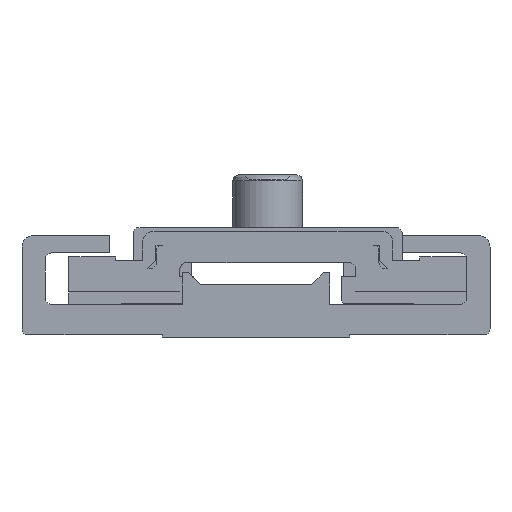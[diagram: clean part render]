
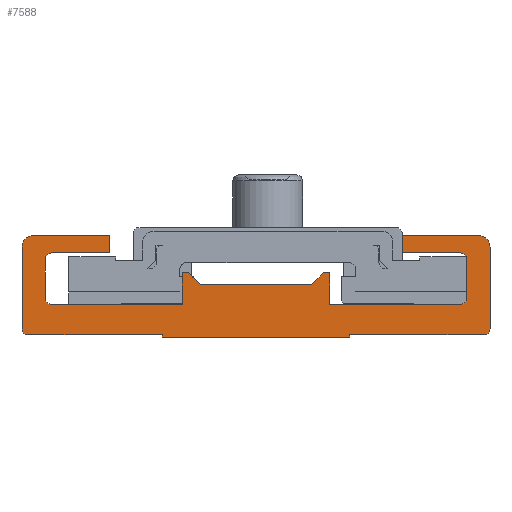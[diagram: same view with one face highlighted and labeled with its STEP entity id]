
A CAD part, front view. The second image highlights one B-rep face of the part: STEP entity #7588.
In plain terms, the highlighted planar face has unit normal (0, -1, 0).
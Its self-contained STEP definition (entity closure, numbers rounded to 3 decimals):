
#355=LINE('',#10500,#1257);
#360=LINE('',#10513,#1262);
#364=LINE('',#10525,#1266);
#367=LINE('',#10531,#1269);
#370=LINE('',#10537,#1272);
#374=LINE('',#10549,#1276);
#378=LINE('',#10561,#1280);
#381=LINE('',#10567,#1283);
#384=LINE('',#10573,#1286);
#387=LINE('',#10581,#1289);
#391=LINE('',#10588,#1293);
#394=LINE('',#10594,#1296);
#398=LINE('',#10606,#1300);
#402=LINE('',#10618,#1304);
#405=LINE('',#10624,#1307);
#408=LINE('',#10630,#1310);
#412=LINE('',#10642,#1314);
#416=LINE('',#10654,#1318);
#419=LINE('',#10660,#1321);
#422=LINE('',#10666,#1324);
#424=LINE('',#10671,#1326);
#427=LINE('',#10707,#1329);
#428=LINE('',#10710,#1330);
#429=LINE('',#10711,#1331);
#1257=VECTOR('',#8517,11.5);
#1262=VECTOR('',#8530,7.);
#1266=VECTOR('',#8542,6.5);
#1269=VECTOR('',#8547,1.5);
#1272=VECTOR('',#8552,5.);
#1276=VECTOR('',#8564,3.4);
#1280=VECTOR('',#8576,11.2);
#1283=VECTOR('',#8581,2.7);
#1286=VECTOR('',#8586,0.55);
#1289=VECTOR('',#8591,0.55);
#1293=VECTOR('',#8597,2.7);
#1296=VECTOR('',#8602,11.2);
#1300=VECTOR('',#8614,3.4);
#1304=VECTOR('',#8626,5.);
#1307=VECTOR('',#8631,1.5);
#1310=VECTOR('',#8636,6.5);
#1314=VECTOR('',#8648,7.);
#1318=VECTOR('',#8660,11.5);
#1321=VECTOR('',#8665,0.2);
#1324=VECTOR('',#8670,16.);
#1326=VECTOR('',#8676,0.2);
#1329=VECTOR('',#8721,1.414);
#1330=VECTOR('',#8724,9.5);
#1331=VECTOR('',#8725,1.414);
#2188=PLANE('',#8008);
#2582=FACE_OUTER_BOUND('',#2983,.T.);
#2983=EDGE_LOOP('',(#5491,#5492,#5493,#5494,#5495,#5496,#5497,#5498,#5499,
#5500,#5501,#5502,#5503,#5504,#5505,#5506,#5507,#5508,#5509,#5510,#5511,
#5512,#5513,#5514,#5515,#5516,#5517,#5518,#5519,#5520,#5521,#5522));
#3382=CIRCLE('',#7944,0.5);
#3384=CIRCLE('',#7948,1.);
#3386=CIRCLE('',#7954,0.5);
#3388=CIRCLE('',#7958,0.5);
#3390=CIRCLE('',#7967,0.5);
#3392=CIRCLE('',#7971,0.5);
#3394=CIRCLE('',#7977,1.);
#3396=CIRCLE('',#7981,0.5);
#3549=VERTEX_POINT('',#10497);
#3550=VERTEX_POINT('',#10499);
#3552=VERTEX_POINT('',#10505);
#3554=VERTEX_POINT('',#10511);
#3556=VERTEX_POINT('',#10517);
#3558=VERTEX_POINT('',#10523);
#3560=VERTEX_POINT('',#10529);
#3562=VERTEX_POINT('',#10535);
#3564=VERTEX_POINT('',#10541);
#3566=VERTEX_POINT('',#10547);
#3568=VERTEX_POINT('',#10553);
#3570=VERTEX_POINT('',#10559);
#3572=VERTEX_POINT('',#10565);
#3574=VERTEX_POINT('',#10571);
#3577=VERTEX_POINT('',#10578);
#3578=VERTEX_POINT('',#10580);
#3580=VERTEX_POINT('',#10586);
#3582=VERTEX_POINT('',#10592);
#3584=VERTEX_POINT('',#10598);
#3586=VERTEX_POINT('',#10604);
#3588=VERTEX_POINT('',#10610);
#3590=VERTEX_POINT('',#10616);
#3592=VERTEX_POINT('',#10622);
#3594=VERTEX_POINT('',#10628);
#3596=VERTEX_POINT('',#10634);
#3598=VERTEX_POINT('',#10640);
#3600=VERTEX_POINT('',#10646);
#3602=VERTEX_POINT('',#10652);
#3604=VERTEX_POINT('',#10658);
#3606=VERTEX_POINT('',#10664);
#3619=VERTEX_POINT('',#10705);
#3620=VERTEX_POINT('',#10709);
#4271=EDGE_CURVE('',#3550,#3549,#355,.T.);
#4275=EDGE_CURVE('',#3549,#3552,#3382,.T.);
#4278=EDGE_CURVE('',#3552,#3554,#360,.T.);
#4281=EDGE_CURVE('',#3554,#3556,#3384,.T.);
#4284=EDGE_CURVE('',#3556,#3558,#364,.T.);
#4287=EDGE_CURVE('',#3558,#3560,#367,.T.);
#4290=EDGE_CURVE('',#3560,#3562,#370,.T.);
#4293=EDGE_CURVE('',#3562,#3564,#3386,.T.);
#4296=EDGE_CURVE('',#3564,#3566,#374,.T.);
#4299=EDGE_CURVE('',#3566,#3568,#3388,.T.);
#4302=EDGE_CURVE('',#3568,#3570,#378,.T.);
#4305=EDGE_CURVE('',#3570,#3572,#381,.T.);
#4308=EDGE_CURVE('',#3572,#3574,#384,.T.);
#4311=EDGE_CURVE('',#3578,#3577,#387,.T.);
#4315=EDGE_CURVE('',#3577,#3580,#391,.T.);
#4318=EDGE_CURVE('',#3580,#3582,#394,.T.);
#4321=EDGE_CURVE('',#3582,#3584,#3390,.T.);
#4324=EDGE_CURVE('',#3584,#3586,#398,.T.);
#4327=EDGE_CURVE('',#3586,#3588,#3392,.T.);
#4330=EDGE_CURVE('',#3588,#3590,#402,.T.);
#4333=EDGE_CURVE('',#3590,#3592,#405,.T.);
#4336=EDGE_CURVE('',#3592,#3594,#408,.T.);
#4339=EDGE_CURVE('',#3594,#3596,#3394,.T.);
#4342=EDGE_CURVE('',#3596,#3598,#412,.T.);
#4345=EDGE_CURVE('',#3598,#3600,#3396,.T.);
#4348=EDGE_CURVE('',#3600,#3602,#416,.T.);
#4351=EDGE_CURVE('',#3602,#3604,#419,.T.);
#4354=EDGE_CURVE('',#3604,#3606,#422,.T.);
#4357=EDGE_CURVE('',#3606,#3550,#424,.T.);
#4370=EDGE_CURVE('',#3574,#3619,#427,.T.);
#4371=EDGE_CURVE('',#3619,#3620,#428,.T.);
#4372=EDGE_CURVE('',#3620,#3578,#429,.T.);
#5491=ORIENTED_EDGE('',*,*,#4354,.T.);
#5492=ORIENTED_EDGE('',*,*,#4357,.T.);
#5493=ORIENTED_EDGE('',*,*,#4271,.T.);
#5494=ORIENTED_EDGE('',*,*,#4275,.T.);
#5495=ORIENTED_EDGE('',*,*,#4278,.T.);
#5496=ORIENTED_EDGE('',*,*,#4281,.T.);
#5497=ORIENTED_EDGE('',*,*,#4284,.T.);
#5498=ORIENTED_EDGE('',*,*,#4287,.T.);
#5499=ORIENTED_EDGE('',*,*,#4290,.T.);
#5500=ORIENTED_EDGE('',*,*,#4293,.T.);
#5501=ORIENTED_EDGE('',*,*,#4296,.T.);
#5502=ORIENTED_EDGE('',*,*,#4299,.T.);
#5503=ORIENTED_EDGE('',*,*,#4302,.T.);
#5504=ORIENTED_EDGE('',*,*,#4305,.T.);
#5505=ORIENTED_EDGE('',*,*,#4308,.T.);
#5506=ORIENTED_EDGE('',*,*,#4370,.T.);
#5507=ORIENTED_EDGE('',*,*,#4371,.T.);
#5508=ORIENTED_EDGE('',*,*,#4372,.T.);
#5509=ORIENTED_EDGE('',*,*,#4311,.T.);
#5510=ORIENTED_EDGE('',*,*,#4315,.T.);
#5511=ORIENTED_EDGE('',*,*,#4318,.T.);
#5512=ORIENTED_EDGE('',*,*,#4321,.T.);
#5513=ORIENTED_EDGE('',*,*,#4324,.T.);
#5514=ORIENTED_EDGE('',*,*,#4327,.T.);
#5515=ORIENTED_EDGE('',*,*,#4330,.T.);
#5516=ORIENTED_EDGE('',*,*,#4333,.T.);
#5517=ORIENTED_EDGE('',*,*,#4336,.T.);
#5518=ORIENTED_EDGE('',*,*,#4339,.T.);
#5519=ORIENTED_EDGE('',*,*,#4342,.T.);
#5520=ORIENTED_EDGE('',*,*,#4345,.T.);
#5521=ORIENTED_EDGE('',*,*,#4348,.T.);
#5522=ORIENTED_EDGE('',*,*,#4351,.T.);
#7588=ADVANCED_FACE('',(#2582),#2188,.T.);
#7944=AXIS2_PLACEMENT_3D('',#10507,#8524,#8525);
#7948=AXIS2_PLACEMENT_3D('',#10519,#8536,#8537);
#7954=AXIS2_PLACEMENT_3D('',#10543,#8558,#8559);
#7958=AXIS2_PLACEMENT_3D('',#10555,#8570,#8571);
#7967=AXIS2_PLACEMENT_3D('',#10600,#8608,#8609);
#7971=AXIS2_PLACEMENT_3D('',#10612,#8620,#8621);
#7977=AXIS2_PLACEMENT_3D('',#10636,#8642,#8643);
#7981=AXIS2_PLACEMENT_3D('',#10648,#8654,#8655);
#8008=AXIS2_PLACEMENT_3D('',#10708,#8722,#8723);
#8517=DIRECTION('',(1.,0.,0.));
#8524=DIRECTION('center_axis',(0.,-1.,0.));
#8525=DIRECTION('ref_axis',(0.,0.,-1.));
#8530=DIRECTION('',(0.,0.,1.));
#8536=DIRECTION('center_axis',(0.,-1.,0.));
#8537=DIRECTION('ref_axis',(1.,0.,0.));
#8542=DIRECTION('',(-1.,0.,0.));
#8547=DIRECTION('',(0.,0.,-1.));
#8552=DIRECTION('',(1.,0.,0.));
#8558=DIRECTION('center_axis',(0.,1.,0.));
#8559=DIRECTION('ref_axis',(0.,0.,1.));
#8564=DIRECTION('',(0.,0.,-1.));
#8570=DIRECTION('center_axis',(0.,1.,0.));
#8571=DIRECTION('ref_axis',(1.,0.,0.));
#8576=DIRECTION('',(-1.,0.,0.));
#8581=DIRECTION('',(0.,0.,1.));
#8586=DIRECTION('',(-1.,0.,0.));
#8591=DIRECTION('',(-1.,0.,0.));
#8597=DIRECTION('',(0.,0.,-1.));
#8602=DIRECTION('',(-1.,0.,0.));
#8608=DIRECTION('center_axis',(0.,1.,0.));
#8609=DIRECTION('ref_axis',(0.,0.,-1.));
#8614=DIRECTION('',(0.,0.,1.));
#8620=DIRECTION('center_axis',(0.,1.,0.));
#8621=DIRECTION('ref_axis',(-1.,0.,0.));
#8626=DIRECTION('',(1.,0.,0.));
#8631=DIRECTION('',(0.,0.,1.));
#8636=DIRECTION('',(-1.,0.,0.));
#8642=DIRECTION('center_axis',(0.,-1.,0.));
#8643=DIRECTION('ref_axis',(0.,0.,1.));
#8648=DIRECTION('',(0.,0.,-1.));
#8654=DIRECTION('center_axis',(0.,-1.,0.));
#8655=DIRECTION('ref_axis',(-1.,0.,0.));
#8660=DIRECTION('',(1.,0.,0.));
#8665=DIRECTION('',(0.,0.,-1.));
#8670=DIRECTION('',(1.,0.,0.));
#8676=DIRECTION('',(0.,0.,1.));
#8721=DIRECTION('',(-0.707,0.,-0.707));
#8722=DIRECTION('center_axis',(0.,-1.,0.));
#8723=DIRECTION('ref_axis',(0.,0.,-1.));
#8724=DIRECTION('',(-1.,0.,0.));
#8725=DIRECTION('',(-0.707,0.,0.707));
#10497=CARTESIAN_POINT('',(19.5,-305.,0.2));
#10499=CARTESIAN_POINT('',(8.,-305.,0.2));
#10500=CARTESIAN_POINT('',(8.,-305.,0.2));
#10505=CARTESIAN_POINT('',(20.,-305.,0.7));
#10507=CARTESIAN_POINT('Origin',(19.5,-305.,0.7));
#10511=CARTESIAN_POINT('',(20.,-305.,7.7));
#10513=CARTESIAN_POINT('',(20.,-305.,0.7));
#10517=CARTESIAN_POINT('',(19.,-305.,8.7));
#10519=CARTESIAN_POINT('Origin',(19.,-305.,7.7));
#10523=CARTESIAN_POINT('',(12.5,-305.,8.7));
#10525=CARTESIAN_POINT('',(19.,-305.,8.7));
#10529=CARTESIAN_POINT('',(12.5,-305.,7.2));
#10531=CARTESIAN_POINT('',(12.5,-305.,8.7));
#10535=CARTESIAN_POINT('',(17.5,-305.,7.2));
#10537=CARTESIAN_POINT('',(12.5,-305.,7.2));
#10541=CARTESIAN_POINT('',(18.,-305.,6.7));
#10543=CARTESIAN_POINT('Origin',(17.5,-305.,6.7));
#10547=CARTESIAN_POINT('',(18.,-305.,3.3));
#10549=CARTESIAN_POINT('',(18.,-305.,6.7));
#10553=CARTESIAN_POINT('',(17.5,-305.,2.8));
#10555=CARTESIAN_POINT('Origin',(17.5,-305.,3.3));
#10559=CARTESIAN_POINT('',(6.3,-305.,2.8));
#10561=CARTESIAN_POINT('',(17.5,-305.,2.8));
#10565=CARTESIAN_POINT('',(6.3,-305.,5.5));
#10567=CARTESIAN_POINT('',(6.3,-305.,2.8));
#10571=CARTESIAN_POINT('',(5.75,-305.,5.5));
#10573=CARTESIAN_POINT('',(6.3,-305.,5.5));
#10578=CARTESIAN_POINT('',(-6.3,-305.,5.5));
#10580=CARTESIAN_POINT('',(-5.75,-305.,5.5));
#10581=CARTESIAN_POINT('',(-5.75,-305.,5.5));
#10586=CARTESIAN_POINT('',(-6.3,-305.,2.8));
#10588=CARTESIAN_POINT('',(-6.3,-305.,5.5));
#10592=CARTESIAN_POINT('',(-17.5,-305.,2.8));
#10594=CARTESIAN_POINT('',(-6.3,-305.,2.8));
#10598=CARTESIAN_POINT('',(-18.,-305.,3.3));
#10600=CARTESIAN_POINT('Origin',(-17.5,-305.,3.3));
#10604=CARTESIAN_POINT('',(-18.,-305.,6.7));
#10606=CARTESIAN_POINT('',(-18.,-305.,3.3));
#10610=CARTESIAN_POINT('',(-17.5,-305.,7.2));
#10612=CARTESIAN_POINT('Origin',(-17.5,-305.,6.7));
#10616=CARTESIAN_POINT('',(-12.5,-305.,7.2));
#10618=CARTESIAN_POINT('',(-17.5,-305.,7.2));
#10622=CARTESIAN_POINT('',(-12.5,-305.,8.7));
#10624=CARTESIAN_POINT('',(-12.5,-305.,7.2));
#10628=CARTESIAN_POINT('',(-19.,-305.,8.7));
#10630=CARTESIAN_POINT('',(-12.5,-305.,8.7));
#10634=CARTESIAN_POINT('',(-20.,-305.,7.7));
#10636=CARTESIAN_POINT('Origin',(-19.,-305.,7.7));
#10640=CARTESIAN_POINT('',(-20.,-305.,0.7));
#10642=CARTESIAN_POINT('',(-20.,-305.,7.7));
#10646=CARTESIAN_POINT('',(-19.5,-305.,0.2));
#10648=CARTESIAN_POINT('Origin',(-19.5,-305.,0.7));
#10652=CARTESIAN_POINT('',(-8.,-305.,0.2));
#10654=CARTESIAN_POINT('',(-19.5,-305.,0.2));
#10658=CARTESIAN_POINT('',(-8.,-305.,0.));
#10660=CARTESIAN_POINT('',(-8.,-305.,0.2));
#10664=CARTESIAN_POINT('',(8.,-305.,0.));
#10666=CARTESIAN_POINT('',(-8.,-305.,0.));
#10671=CARTESIAN_POINT('',(8.,-305.,0.));
#10705=CARTESIAN_POINT('',(4.75,-305.,4.5));
#10707=CARTESIAN_POINT('',(5.75,-305.,5.5));
#10708=CARTESIAN_POINT('Origin',(0.,-305.,3.673));
#10709=CARTESIAN_POINT('',(-4.75,-305.,4.5));
#10710=CARTESIAN_POINT('',(4.75,-305.,4.5));
#10711=CARTESIAN_POINT('',(-4.75,-305.,4.5));
